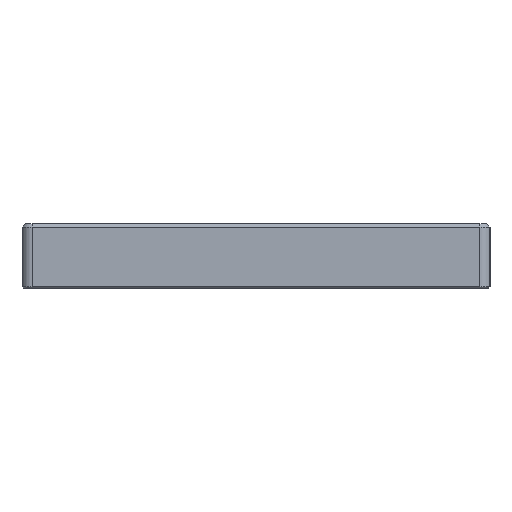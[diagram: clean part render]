
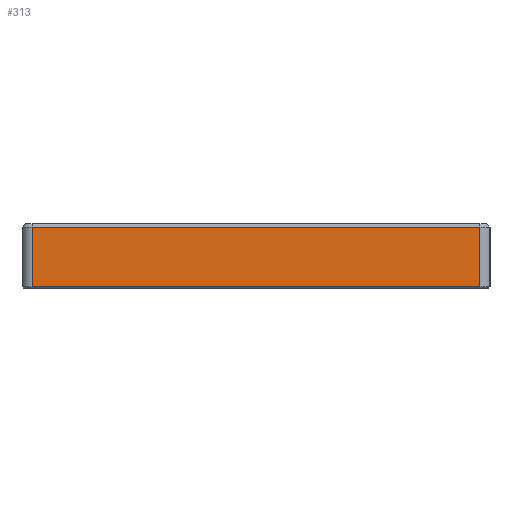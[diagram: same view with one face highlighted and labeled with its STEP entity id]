
A CAD part, left-side view. The second image highlights one B-rep face of the part: STEP entity #313.
In plain terms, the highlighted planar face has unit normal (-1, 0, 0).
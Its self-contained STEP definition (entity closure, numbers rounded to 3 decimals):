
#136=CARTESIAN_POINT('',(32.114,-161.3,-6.));
#137=VERTEX_POINT('',#136);
#202=CARTESIAN_POINT('',(32.114,-27.288,-6.));
#203=VERTEX_POINT('',#202);
#219=CARTESIAN_POINT('',(32.114,-764.356,-6.));
#220=DIRECTION('',(0.,1.,0.));
#221=VECTOR('',#220,1340.125);
#222=LINE('',#219,#221);
#223=EDGE_CURVE('',#137,#203,#222,.T.);
#283=CARTESIAN_POINT('',(32.114,-94.294,5.));
#284=DIRECTION('',(-1.,0.,0.));
#285=DIRECTION('',(-0.,-1.,0.));
#286=AXIS2_PLACEMENT_3D('',#283,#284,#285);
#287=PLANE('',#286);
#288=ORIENTED_EDGE('',*,*,#223,.F.);
#289=CARTESIAN_POINT('',(32.114,-161.3,11.8));
#290=VERTEX_POINT('',#289);
#291=CARTESIAN_POINT('',(32.114,-161.3,73.));
#292=DIRECTION('',(0.,0.,-1.));
#293=VECTOR('',#292,178.);
#294=LINE('',#291,#293);
#295=EDGE_CURVE('',#290,#137,#294,.T.);
#296=ORIENTED_EDGE('',*,*,#295,.F.);
#297=CARTESIAN_POINT('',(32.114,-27.288,11.8));
#298=VERTEX_POINT('',#297);
#299=CARTESIAN_POINT('',(32.114,575.769,11.8));
#300=DIRECTION('',(-0.,-1.,0.));
#301=VECTOR('',#300,1340.125);
#302=LINE('',#299,#301);
#303=EDGE_CURVE('',#298,#290,#302,.T.);
#304=ORIENTED_EDGE('',*,*,#303,.F.);
#305=CARTESIAN_POINT('',(32.114,-27.288,-105.));
#306=DIRECTION('',(0.,0.,1.));
#307=VECTOR('',#306,178.);
#308=LINE('',#305,#307);
#309=EDGE_CURVE('',#203,#298,#308,.T.);
#310=ORIENTED_EDGE('',*,*,#309,.F.);
#311=EDGE_LOOP('',(#288,#296,#304,#310));
#312=FACE_BOUND('',#311,.T.);
#313=ADVANCED_FACE('',(#312),#287,.T.);
